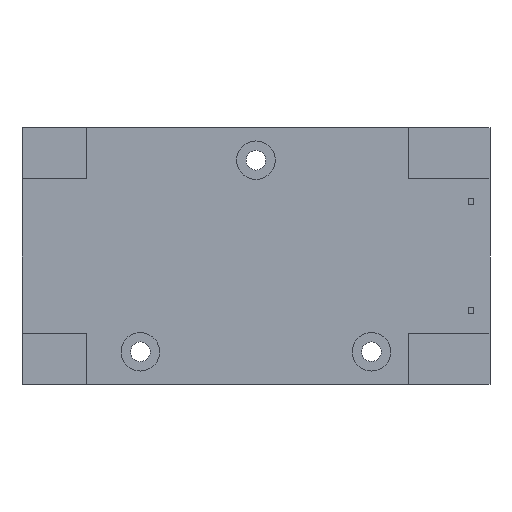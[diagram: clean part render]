
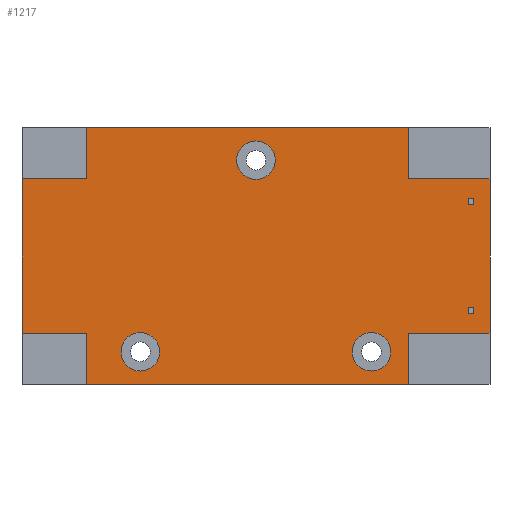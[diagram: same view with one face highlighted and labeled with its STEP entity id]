
A CAD part, front view. The second image highlights one B-rep face of the part: STEP entity #1217.
In plain terms, the highlighted planar face has unit normal (0, -1, 0).
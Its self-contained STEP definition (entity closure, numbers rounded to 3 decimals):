
#37=LINE('',#1816,#158);
#38=LINE('',#1818,#159);
#39=LINE('',#1820,#160);
#40=LINE('',#1822,#161);
#41=LINE('',#1824,#162);
#42=LINE('',#1826,#163);
#43=LINE('',#1828,#164);
#44=LINE('',#1830,#165);
#45=LINE('',#1832,#166);
#46=LINE('',#1834,#167);
#47=LINE('',#1836,#168);
#48=LINE('',#1837,#169);
#49=LINE('',#1840,#170);
#50=LINE('',#1842,#171);
#51=LINE('',#1844,#172);
#52=LINE('',#1845,#173);
#53=LINE('',#1848,#174);
#54=LINE('',#1850,#175);
#55=LINE('',#1852,#176);
#56=LINE('',#1853,#177);
#158=VECTOR('',#1445,1000.);
#159=VECTOR('',#1446,1000.);
#160=VECTOR('',#1447,1000.);
#161=VECTOR('',#1448,1000.);
#162=VECTOR('',#1449,1000.);
#163=VECTOR('',#1450,1000.);
#164=VECTOR('',#1451,1000.);
#165=VECTOR('',#1452,1000.);
#166=VECTOR('',#1453,1000.);
#167=VECTOR('',#1454,1000.);
#168=VECTOR('',#1455,1000.);
#169=VECTOR('',#1456,1000.);
#170=VECTOR('',#1457,1000.);
#171=VECTOR('',#1458,1000.);
#172=VECTOR('',#1459,1000.);
#173=VECTOR('',#1460,1000.);
#174=VECTOR('',#1461,1000.);
#175=VECTOR('',#1462,1000.);
#176=VECTOR('',#1463,1000.);
#177=VECTOR('',#1464,1000.);
#278=FACE_BOUND('',#370,.T.);
#279=FACE_BOUND('',#371,.T.);
#280=FACE_BOUND('',#372,.T.);
#281=FACE_BOUND('',#373,.T.);
#282=FACE_BOUND('',#374,.T.);
#297=FACE_OUTER_BOUND('',#369,.T.);
#369=EDGE_LOOP('',(#812,#813,#814,#815,#816,#817,#818,#819,#820,#821,#822,
#823));
#370=EDGE_LOOP('',(#824,#825,#826,#827));
#371=EDGE_LOOP('',(#828,#829,#830,#831));
#372=EDGE_LOOP('',(#832,#833));
#373=EDGE_LOOP('',(#834,#835));
#374=EDGE_LOOP('',(#836,#837));
#459=CIRCLE('',#1307,2.25);
#460=CIRCLE('',#1308,2.25);
#461=CIRCLE('',#1309,2.25);
#462=CIRCLE('',#1310,2.25);
#463=CIRCLE('',#1311,2.25);
#464=CIRCLE('',#1312,2.25);
#515=VERTEX_POINT('',#1814);
#516=VERTEX_POINT('',#1815);
#517=VERTEX_POINT('',#1817);
#518=VERTEX_POINT('',#1819);
#519=VERTEX_POINT('',#1821);
#520=VERTEX_POINT('',#1823);
#521=VERTEX_POINT('',#1825);
#522=VERTEX_POINT('',#1827);
#523=VERTEX_POINT('',#1829);
#524=VERTEX_POINT('',#1831);
#525=VERTEX_POINT('',#1833);
#526=VERTEX_POINT('',#1835);
#527=VERTEX_POINT('',#1838);
#528=VERTEX_POINT('',#1839);
#529=VERTEX_POINT('',#1841);
#530=VERTEX_POINT('',#1843);
#531=VERTEX_POINT('',#1846);
#532=VERTEX_POINT('',#1847);
#533=VERTEX_POINT('',#1849);
#534=VERTEX_POINT('',#1851);
#535=VERTEX_POINT('',#1854);
#536=VERTEX_POINT('',#1855);
#537=VERTEX_POINT('',#1858);
#538=VERTEX_POINT('',#1859);
#539=VERTEX_POINT('',#1862);
#540=VERTEX_POINT('',#1863);
#637=EDGE_CURVE('',#515,#516,#37,.T.);
#638=EDGE_CURVE('',#517,#515,#38,.T.);
#639=EDGE_CURVE('',#518,#517,#39,.T.);
#640=EDGE_CURVE('',#519,#518,#40,.T.);
#641=EDGE_CURVE('',#520,#519,#41,.T.);
#642=EDGE_CURVE('',#521,#520,#42,.T.);
#643=EDGE_CURVE('',#522,#521,#43,.T.);
#644=EDGE_CURVE('',#523,#522,#44,.T.);
#645=EDGE_CURVE('',#524,#523,#45,.T.);
#646=EDGE_CURVE('',#525,#524,#46,.T.);
#647=EDGE_CURVE('',#526,#525,#47,.T.);
#648=EDGE_CURVE('',#516,#526,#48,.T.);
#649=EDGE_CURVE('',#527,#528,#49,.T.);
#650=EDGE_CURVE('',#529,#527,#50,.T.);
#651=EDGE_CURVE('',#530,#529,#51,.T.);
#652=EDGE_CURVE('',#528,#530,#52,.T.);
#653=EDGE_CURVE('',#531,#532,#53,.T.);
#654=EDGE_CURVE('',#533,#531,#54,.T.);
#655=EDGE_CURVE('',#534,#533,#55,.T.);
#656=EDGE_CURVE('',#532,#534,#56,.T.);
#657=EDGE_CURVE('',#535,#536,#459,.T.);
#658=EDGE_CURVE('',#536,#535,#460,.T.);
#659=EDGE_CURVE('',#537,#538,#461,.T.);
#660=EDGE_CURVE('',#538,#537,#462,.T.);
#661=EDGE_CURVE('',#539,#540,#463,.T.);
#662=EDGE_CURVE('',#540,#539,#464,.T.);
#812=ORIENTED_EDGE('',*,*,#637,.F.);
#813=ORIENTED_EDGE('',*,*,#638,.F.);
#814=ORIENTED_EDGE('',*,*,#639,.F.);
#815=ORIENTED_EDGE('',*,*,#640,.F.);
#816=ORIENTED_EDGE('',*,*,#641,.F.);
#817=ORIENTED_EDGE('',*,*,#642,.F.);
#818=ORIENTED_EDGE('',*,*,#643,.F.);
#819=ORIENTED_EDGE('',*,*,#644,.F.);
#820=ORIENTED_EDGE('',*,*,#645,.F.);
#821=ORIENTED_EDGE('',*,*,#646,.F.);
#822=ORIENTED_EDGE('',*,*,#647,.F.);
#823=ORIENTED_EDGE('',*,*,#648,.F.);
#824=ORIENTED_EDGE('',*,*,#649,.F.);
#825=ORIENTED_EDGE('',*,*,#650,.F.);
#826=ORIENTED_EDGE('',*,*,#651,.F.);
#827=ORIENTED_EDGE('',*,*,#652,.F.);
#828=ORIENTED_EDGE('',*,*,#653,.F.);
#829=ORIENTED_EDGE('',*,*,#654,.F.);
#830=ORIENTED_EDGE('',*,*,#655,.F.);
#831=ORIENTED_EDGE('',*,*,#656,.F.);
#832=ORIENTED_EDGE('',*,*,#657,.F.);
#833=ORIENTED_EDGE('',*,*,#658,.F.);
#834=ORIENTED_EDGE('',*,*,#659,.F.);
#835=ORIENTED_EDGE('',*,*,#660,.F.);
#836=ORIENTED_EDGE('',*,*,#661,.F.);
#837=ORIENTED_EDGE('',*,*,#662,.F.);
#1154=PLANE('',#1306);
#1217=ADVANCED_FACE('',(#297,#278,#279,#280,#281,#282),#1154,.F.);
#1306=AXIS2_PLACEMENT_3D('',#1813,#1443,#1444);
#1307=AXIS2_PLACEMENT_3D('',#1856,#1465,#1466);
#1308=AXIS2_PLACEMENT_3D('',#1857,#1467,#1468);
#1309=AXIS2_PLACEMENT_3D('',#1860,#1469,#1470);
#1310=AXIS2_PLACEMENT_3D('',#1861,#1471,#1472);
#1311=AXIS2_PLACEMENT_3D('',#1864,#1473,#1474);
#1312=AXIS2_PLACEMENT_3D('',#1865,#1475,#1476);
#1443=DIRECTION('center_axis',(0.,1.,0.));
#1444=DIRECTION('ref_axis',(0.,0.,1.));
#1445=DIRECTION('',(-1.,0.,0.));
#1446=DIRECTION('',(0.,0.,1.));
#1447=DIRECTION('',(-1.,0.,0.));
#1448=DIRECTION('',(0.,0.,-1.));
#1449=DIRECTION('',(-1.,0.,0.));
#1450=DIRECTION('',(0.,0.,-1.));
#1451=DIRECTION('',(1.,0.,0.));
#1452=DIRECTION('',(0.,0.,-1.));
#1453=DIRECTION('',(1.,0.,0.));
#1454=DIRECTION('',(0.,0.,1.));
#1455=DIRECTION('',(1.,0.,0.));
#1456=DIRECTION('',(0.,0.,1.));
#1457=DIRECTION('',(0.,0.,-1.));
#1458=DIRECTION('',(-1.,0.,0.));
#1459=DIRECTION('',(0.,0.,1.));
#1460=DIRECTION('',(1.,0.,0.));
#1461=DIRECTION('',(0.,0.,1.));
#1462=DIRECTION('',(1.,0.,0.));
#1463=DIRECTION('',(0.,0.,-1.));
#1464=DIRECTION('',(-1.,0.,0.));
#1465=DIRECTION('center_axis',(0.,-1.,0.));
#1466=DIRECTION('ref_axis',(0.,0.,1.));
#1467=DIRECTION('center_axis',(0.,-1.,0.));
#1468=DIRECTION('ref_axis',(0.,0.,1.));
#1469=DIRECTION('center_axis',(0.,-1.,0.));
#1470=DIRECTION('ref_axis',(0.,0.,1.));
#1471=DIRECTION('center_axis',(0.,-1.,0.));
#1472=DIRECTION('ref_axis',(0.,0.,1.));
#1473=DIRECTION('center_axis',(0.,-1.,0.));
#1474=DIRECTION('ref_axis',(0.,0.,1.));
#1475=DIRECTION('center_axis',(0.,-1.,0.));
#1476=DIRECTION('ref_axis',(0.,0.,1.));
#1813=CARTESIAN_POINT('Origin',(0.,0.,0.));
#1814=CARTESIAN_POINT('',(-19.805,0.,-8.985));
#1815=CARTESIAN_POINT('',(-27.305,0.,-8.985));
#1816=CARTESIAN_POINT('',(-27.305,0.,-8.985));
#1817=CARTESIAN_POINT('',(-19.805,0.,-14.985));
#1818=CARTESIAN_POINT('',(-19.805,0.,-14.985));
#1819=CARTESIAN_POINT('',(17.805,0.,-14.985));
#1820=CARTESIAN_POINT('',(-27.305,0.,-14.985));
#1821=CARTESIAN_POINT('',(17.805,0.,-8.985));
#1822=CARTESIAN_POINT('',(17.805,0.,-14.985));
#1823=CARTESIAN_POINT('',(27.305,0.,-8.985));
#1824=CARTESIAN_POINT('',(27.305,0.,-8.985));
#1825=CARTESIAN_POINT('',(27.305,0.,8.985));
#1826=CARTESIAN_POINT('',(27.305,0.,-14.985));
#1827=CARTESIAN_POINT('',(17.805,0.,8.985));
#1828=CARTESIAN_POINT('',(27.305,0.,8.985));
#1829=CARTESIAN_POINT('',(17.805,0.,14.985));
#1830=CARTESIAN_POINT('',(17.805,0.,14.985));
#1831=CARTESIAN_POINT('',(-19.805,0.,14.985));
#1832=CARTESIAN_POINT('',(-27.305,0.,14.985));
#1833=CARTESIAN_POINT('',(-19.805,0.,8.985));
#1834=CARTESIAN_POINT('',(-19.805,0.,14.985));
#1835=CARTESIAN_POINT('',(-27.305,0.,8.985));
#1836=CARTESIAN_POINT('',(-27.305,0.,8.985));
#1837=CARTESIAN_POINT('',(-27.305,0.,-14.985));
#1838=CARTESIAN_POINT('',(24.745,0.,6.73));
#1839=CARTESIAN_POINT('',(24.745,0.,5.97));
#1840=CARTESIAN_POINT('',(24.745,0.,6.73));
#1841=CARTESIAN_POINT('',(25.405,0.,6.73));
#1842=CARTESIAN_POINT('',(24.745,0.,6.73));
#1843=CARTESIAN_POINT('',(25.405,0.,5.97));
#1844=CARTESIAN_POINT('',(25.405,0.,6.73));
#1845=CARTESIAN_POINT('',(24.745,0.,5.97));
#1846=CARTESIAN_POINT('',(25.405,0.,-6.73));
#1847=CARTESIAN_POINT('',(25.405,0.,-5.97));
#1848=CARTESIAN_POINT('',(25.405,0.,-6.73));
#1849=CARTESIAN_POINT('',(24.745,0.,-6.73));
#1850=CARTESIAN_POINT('',(24.745,0.,-6.73));
#1851=CARTESIAN_POINT('',(24.745,0.,-5.97));
#1852=CARTESIAN_POINT('',(24.745,0.,-6.73));
#1853=CARTESIAN_POINT('',(24.745,0.,-5.97));
#1854=CARTESIAN_POINT('',(13.475,0.,-8.925));
#1855=CARTESIAN_POINT('',(13.475,0.,-13.425));
#1856=CARTESIAN_POINT('Origin',(13.475,0.,-11.175));
#1857=CARTESIAN_POINT('Origin',(13.475,0.,-11.175));
#1858=CARTESIAN_POINT('',(-0.005,0.,13.425));
#1859=CARTESIAN_POINT('',(-0.005,0.,8.925));
#1860=CARTESIAN_POINT('Origin',(-0.005,0.,11.175));
#1861=CARTESIAN_POINT('Origin',(-0.005,0.,11.175));
#1862=CARTESIAN_POINT('',(-13.495,0.,-8.925));
#1863=CARTESIAN_POINT('',(-13.495,0.,-13.425));
#1864=CARTESIAN_POINT('Origin',(-13.495,0.,-11.175));
#1865=CARTESIAN_POINT('Origin',(-13.495,0.,-11.175));
